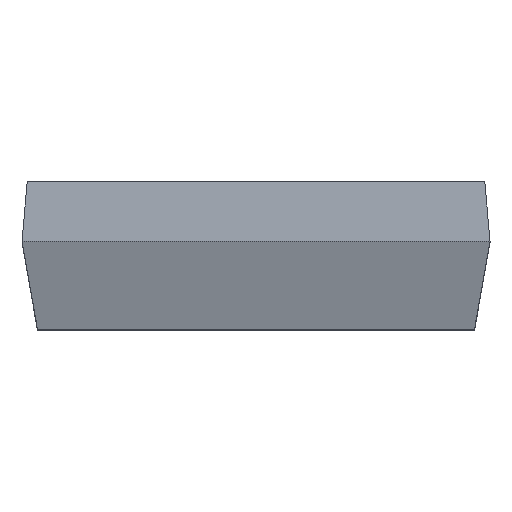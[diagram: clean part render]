
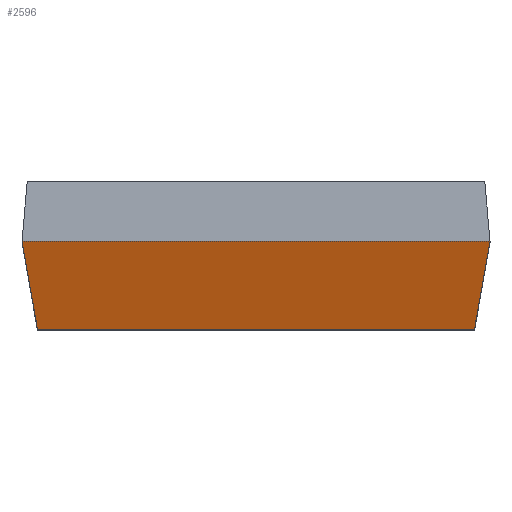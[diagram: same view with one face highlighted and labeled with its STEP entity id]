
A CAD part, top view. The second image highlights one B-rep face of the part: STEP entity #2596.
In plain terms, the highlighted planar face has unit normal (0, -0.301, 0.954).
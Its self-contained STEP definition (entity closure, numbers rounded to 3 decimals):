
#119=LINE('',#3756,#476);
#149=LINE('',#3823,#506);
#150=LINE('',#3826,#507);
#151=LINE('',#3827,#508);
#476=VECTOR('',#3048,1000.);
#506=VECTOR('',#3124,1000.);
#507=VECTOR('',#3125,1000.);
#508=VECTOR('',#3126,1000.);
#965=ORIENTED_EDGE('',*,*,#1605,.F.);
#966=ORIENTED_EDGE('',*,*,#1606,.T.);
#967=ORIENTED_EDGE('',*,*,#1573,.F.);
#968=ORIENTED_EDGE('',*,*,#1607,.T.);
#1573=EDGE_CURVE('',#1923,#1924,#119,.T.);
#1605=EDGE_CURVE('',#1938,#1939,#149,.T.);
#1606=EDGE_CURVE('',#1938,#1924,#150,.T.);
#1607=EDGE_CURVE('',#1923,#1939,#151,.T.);
#1923=VERTEX_POINT('',#3755);
#1924=VERTEX_POINT('',#3757);
#1938=VERTEX_POINT('',#3824);
#1939=VERTEX_POINT('',#3825);
#2161=EDGE_LOOP('',(#965,#966,#967,#968));
#2316=FACE_BOUND('',#2161,.T.);
#2456=PLANE('',#2810);
#2596=ADVANCED_FACE('',(#2316),#2456,.F.);
#2810=AXIS2_PLACEMENT_3D('',#3822,#3122,#3123);
#3048=DIRECTION('',(-1.,0.,0.));
#3122=DIRECTION('',(0.,0.301,-0.954));
#3123=DIRECTION('',(1.,0.,0.));
#3124=DIRECTION('',(1.,0.,0.));
#3125=DIRECTION('',(0.166,-0.941,-0.297));
#3126=DIRECTION('',(0.166,0.941,0.297));
#3755=CARTESIAN_POINT('',(7.425,0.,10.785));
#3756=CARTESIAN_POINT('',(0.,0.,10.785));
#3757=CARTESIAN_POINT('',(-7.425,0.,10.785));
#3822=CARTESIAN_POINT('',(7.95,2.98,11.725));
#3823=CARTESIAN_POINT('',(7.95,2.98,11.725));
#3824=CARTESIAN_POINT('',(-7.95,2.98,11.725));
#3825=CARTESIAN_POINT('',(7.95,2.98,11.725));
#3826=CARTESIAN_POINT('',(-7.513,0.5,10.943));
#3827=CARTESIAN_POINT('',(7.95,2.98,11.725));
